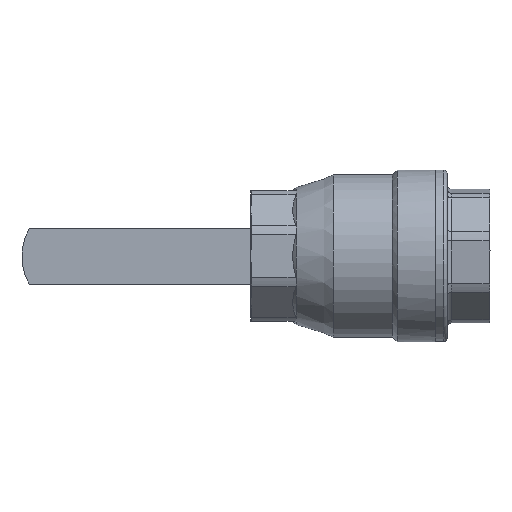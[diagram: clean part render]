
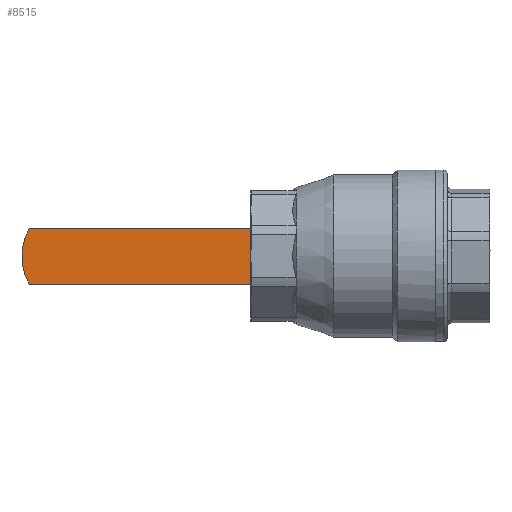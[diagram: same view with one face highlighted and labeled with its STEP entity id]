
A CAD part, top view. The second image highlights one B-rep face of the part: STEP entity #8515.
In plain terms, the highlighted face is planar.
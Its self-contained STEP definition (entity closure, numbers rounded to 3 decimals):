
#8071=CARTESIAN_POINT('',(-12.,-21.7,39.3));
#8072=VERTEX_POINT('',#8071);
#8079=CARTESIAN_POINT('',(12.,-21.7,39.3));
#8080=VERTEX_POINT('',#8079);
#8081=CARTESIAN_POINT('',(12.,-21.7,39.3));
#8082=DIRECTION('',(-1.0,0.0,0.0));
#8083=VECTOR('',#8082,24.);
#8084=LINE('',#8081,#8083);
#8085=EDGE_CURVE('',#8080,#8072,#8084,.T.);
#8484=CARTESIAN_POINT('',(12.,-21.7,-84.222));
#8485=DIRECTION('',(0.0,-1.0,0.0));
#8486=DIRECTION('',(0.0,0.0,-1.0));
#8487=AXIS2_PLACEMENT_3D('',#8484,#8485,#8486);
#8488=PLANE('',#8487);
#8489=CARTESIAN_POINT('',(-12.,-21.7,146.932));
#8490=VERTEX_POINT('',#8489);
#8491=CARTESIAN_POINT('',(-12.,-21.7,39.3));
#8492=DIRECTION('',(0.0,0.0,1.0));
#8493=VECTOR('',#8492,107.632);
#8494=LINE('',#8491,#8493);
#8495=EDGE_CURVE('',#8072,#8490,#8494,.T.);
#8496=ORIENTED_EDGE('',*,*,#8495,.T.);
#8497=CARTESIAN_POINT('',(12.,-21.7,146.932));
#8498=VERTEX_POINT('',#8497);
#8499=CARTESIAN_POINT('',(0.0,-21.7,125.0));
#8500=DIRECTION('',(0.0,1.0,0.0));
#8501=DIRECTION('',(0.0,0.0,-1.0));
#8502=AXIS2_PLACEMENT_3D('',#8499,#8500,#8501);
#8503=CIRCLE('',#8502,25.);
#8504=EDGE_CURVE('',#8490,#8498,#8503,.T.);
#8505=ORIENTED_EDGE('',*,*,#8504,.T.);
#8506=CARTESIAN_POINT('',(12.,-21.7,39.3));
#8507=DIRECTION('',(0.0,0.0,1.0));
#8508=VECTOR('',#8507,107.632);
#8509=LINE('',#8506,#8508);
#8510=EDGE_CURVE('',#8080,#8498,#8509,.T.);
#8511=ORIENTED_EDGE('',*,*,#8510,.F.);
#8512=ORIENTED_EDGE('',*,*,#8085,.T.);
#8513=EDGE_LOOP('',(#8496,#8505,#8511,#8512));
#8514=FACE_OUTER_BOUND('',#8513,.T.);
#8515=ADVANCED_FACE('',(#8514),#8488,.F.);
